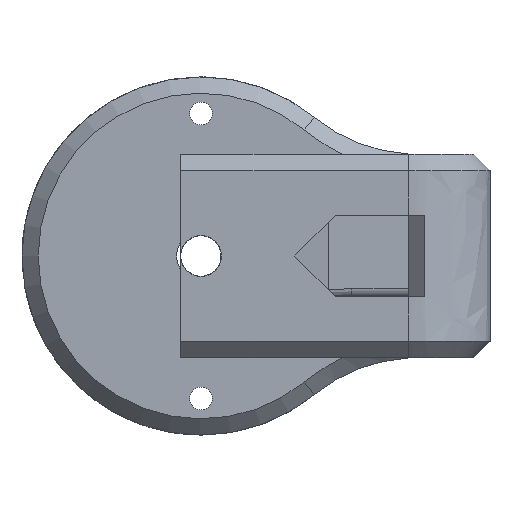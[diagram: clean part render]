
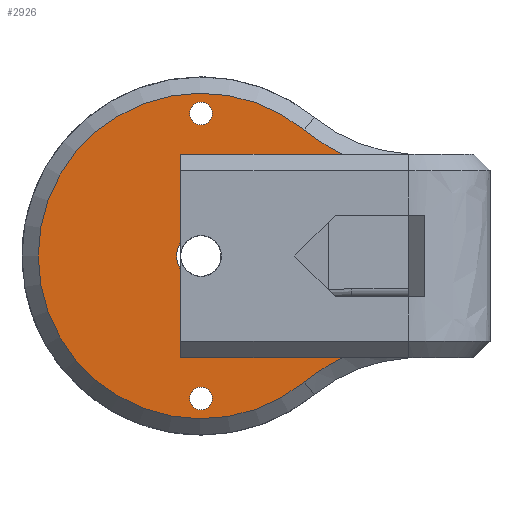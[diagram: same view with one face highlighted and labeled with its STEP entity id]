
A CAD part, front view. The second image highlights one B-rep face of the part: STEP entity #2926.
In plain terms, the highlighted planar face has unit normal (0, -1, 0).
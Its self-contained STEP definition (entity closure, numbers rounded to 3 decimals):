
#17=FACE_BOUND('',#1001,.T.);
#18=FACE_BOUND('',#1002,.T.);
#19=FACE_BOUND('',#1003,.T.);
#112=PLANE('',#3112);
#219=B_SPLINE_CURVE_WITH_KNOTS('',3,(#5639,#5640,#5641,#5642,#5643,#5644,
#5645,#5646,#5647,#5648,#5649,#5650,#5651,#5652,#5653,#5654,#5655,#5656,
#5657,#5658,#5659,#5660,#5661,#5662,#5663,#5664,#5665,#5666),
 .UNSPECIFIED.,.F.,.F.,(4,3,3,3,3,3,3,3,3,4),(0.,0.,0.001,
0.001,0.002,0.003,0.004,
0.005,0.006,0.007),
 .UNSPECIFIED.);
#221=B_SPLINE_CURVE_WITH_KNOTS('',3,(#5797,#5798,#5799,#5800,#5801,#5802,
#5803,#5804,#5805,#5806,#5807,#5808,#5809,#5810,#5811,#5812,#5813,#5814,
#5815,#5816,#5817,#5818,#5819,#5820,#5821,#5822,#5823,#5824,#5825,#5826,
#5827,#5828,#5829,#5830),.UNSPECIFIED.,.F.,.F.,(4,3,3,3,3,3,3,3,3,3,3,4),
(0.,0.002,0.003,0.004,0.005,
0.006,0.006,0.006,0.007,
0.007,0.007,0.007),
 .UNSPECIFIED.);
#330=LINE('',#5948,#579);
#332=LINE('',#5960,#581);
#343=LINE('',#6367,#592);
#344=LINE('',#6369,#593);
#579=VECTOR('',#3444,10.);
#581=VECTOR('',#3450,10.);
#592=VECTOR('',#3473,1000.);
#593=VECTOR('',#3474,1000.);
#838=FACE_OUTER_BOUND('',#1000,.T.);
#1000=EDGE_LOOP('',(#2214,#2215,#2216,#2217,#2218,#2219,#2220,#2221,#2222));
#1001=EDGE_LOOP('',(#2223));
#1002=EDGE_LOOP('',(#2224));
#1003=EDGE_LOOP('',(#2225));
#1134=CIRCLE('',#3097,22.);
#1144=CIRCLE('',#3113,20.);
#1145=CIRCLE('',#3114,22.);
#1146=CIRCLE('',#3115,3.);
#1147=CIRCLE('',#3116,1.4);
#1148=CIRCLE('',#3117,1.4);
#1283=VERTEX_POINT('',#4950);
#1284=VERTEX_POINT('',#4954);
#1296=VERTEX_POINT('',#5556);
#1298=VERTEX_POINT('',#5635);
#1300=VERTEX_POINT('',#5727);
#1306=VERTEX_POINT('',#5947);
#1308=VERTEX_POINT('',#5958);
#1325=VERTEX_POINT('',#6365);
#1326=VERTEX_POINT('',#6368);
#1327=VERTEX_POINT('',#6371);
#1328=VERTEX_POINT('',#6373);
#1329=VERTEX_POINT('',#6375);
#1604=EDGE_CURVE('',#1284,#1283,#1134,.T.);
#1623=EDGE_CURVE('',#1298,#1296,#219,.T.);
#1626=EDGE_CURVE('',#1300,#1298,#221,.T.);
#1632=EDGE_CURVE('',#1306,#1300,#330,.T.);
#1636=EDGE_CURVE('',#1296,#1308,#332,.T.);
#1659=EDGE_CURVE('',#1325,#1284,#1144,.T.);
#1660=EDGE_CURVE('',#1306,#1283,#343,.T.);
#1661=EDGE_CURVE('',#1326,#1308,#344,.T.);
#1662=EDGE_CURVE('',#1326,#1325,#1145,.T.);
#1663=EDGE_CURVE('',#1327,#1327,#1146,.T.);
#1664=EDGE_CURVE('',#1328,#1328,#1147,.T.);
#1665=EDGE_CURVE('',#1329,#1329,#1148,.T.);
#2214=ORIENTED_EDGE('',*,*,#1659,.T.);
#2215=ORIENTED_EDGE('',*,*,#1604,.T.);
#2216=ORIENTED_EDGE('',*,*,#1660,.F.);
#2217=ORIENTED_EDGE('',*,*,#1632,.T.);
#2218=ORIENTED_EDGE('',*,*,#1626,.T.);
#2219=ORIENTED_EDGE('',*,*,#1623,.T.);
#2220=ORIENTED_EDGE('',*,*,#1636,.T.);
#2221=ORIENTED_EDGE('',*,*,#1661,.F.);
#2222=ORIENTED_EDGE('',*,*,#1662,.T.);
#2223=ORIENTED_EDGE('',*,*,#1663,.F.);
#2224=ORIENTED_EDGE('',*,*,#1664,.T.);
#2225=ORIENTED_EDGE('',*,*,#1665,.T.);
#2926=ADVANCED_FACE('',(#838,#17,#18,#19),#112,.F.);
#3097=AXIS2_PLACEMENT_3D('',#4955,#3424,#3425);
#3112=AXIS2_PLACEMENT_3D('',#6364,#3469,#3470);
#3113=AXIS2_PLACEMENT_3D('',#6366,#3471,#3472);
#3114=AXIS2_PLACEMENT_3D('',#6370,#3475,#3476);
#3115=AXIS2_PLACEMENT_3D('',#6372,#3477,#3478);
#3116=AXIS2_PLACEMENT_3D('',#6374,#3479,#3480);
#3117=AXIS2_PLACEMENT_3D('',#6376,#3481,#3482);
#3424=DIRECTION('center_axis',(0.,1.,0.));
#3425=DIRECTION('ref_axis',(-1.,0.,0.));
#3444=DIRECTION('',(0.,0.,1.));
#3450=DIRECTION('',(0.,0.,1.));
#3469=DIRECTION('center_axis',(0.,1.,0.));
#3470=DIRECTION('ref_axis',(-1.,0.,0.));
#3471=DIRECTION('center_axis',(0.,-1.,0.));
#3472=DIRECTION('ref_axis',(-1.,0.,0.));
#3473=DIRECTION('',(1.,0.,0.));
#3474=DIRECTION('',(-1.,0.,0.));
#3475=DIRECTION('center_axis',(0.,1.,0.));
#3476=DIRECTION('ref_axis',(-1.,0.,0.));
#3477=DIRECTION('center_axis',(0.,-1.,0.));
#3478=DIRECTION('ref_axis',(0.,0.,-1.));
#3479=DIRECTION('center_axis',(0.,1.,0.));
#3480=DIRECTION('ref_axis',(-1.,0.,0.));
#3481=DIRECTION('center_axis',(0.,1.,0.));
#3482=DIRECTION('ref_axis',(-1.,0.,0.));
#4950=CARTESIAN_POINT('',(17.438,-12.,-12.5));
#4954=CARTESIAN_POINT('',(12.668,-12.,-15.476));
#4955=CARTESIAN_POINT('Origin',(26.604,-12.,-32.5));
#5556=CARTESIAN_POINT('',(15.5,-12.,-4.175));
#5635=CARTESIAN_POINT('',(9.5,-12.,-7.5));
#5639=CARTESIAN_POINT('Ctrl Pts',(9.5,-12.,-7.5));
#5640=CARTESIAN_POINT('Ctrl Pts',(9.5,-12.,-7.344));
#5641=CARTESIAN_POINT('Ctrl Pts',(9.52,-12.,-7.191));
#5642=CARTESIAN_POINT('Ctrl Pts',(9.56,-12.,-7.042));
#5643=CARTESIAN_POINT('Ctrl Pts',(9.599,-12.,-6.892));
#5644=CARTESIAN_POINT('Ctrl Pts',(9.658,-12.,-6.746));
#5645=CARTESIAN_POINT('Ctrl Pts',(9.731,-12.,-6.61));
#5646=CARTESIAN_POINT('Ctrl Pts',(9.804,-12.,-6.474));
#5647=CARTESIAN_POINT('Ctrl Pts',(9.893,-12.,-6.345));
#5648=CARTESIAN_POINT('Ctrl Pts',(9.993,-12.,-6.227));
#5649=CARTESIAN_POINT('Ctrl Pts',(10.092,-12.,-6.108));
#5650=CARTESIAN_POINT('Ctrl Pts',(10.201,-12.,-5.999));
#5651=CARTESIAN_POINT('Ctrl Pts',(10.317,-12.,-5.899));
#5652=CARTESIAN_POINT('Ctrl Pts',(10.549,-12.,-5.697));
#5653=CARTESIAN_POINT('Ctrl Pts',(10.811,-12.,-5.526));
#5654=CARTESIAN_POINT('Ctrl Pts',(11.08,-12.,-5.379));
#5655=CARTESIAN_POINT('Ctrl Pts',(11.35,-12.,-5.232));
#5656=CARTESIAN_POINT('Ctrl Pts',(11.63,-12.,-5.107));
#5657=CARTESIAN_POINT('Ctrl Pts',(11.917,-12.,-4.996));
#5658=CARTESIAN_POINT('Ctrl Pts',(12.203,-12.,-4.885));
#5659=CARTESIAN_POINT('Ctrl Pts',(12.497,-12.,-4.789));
#5660=CARTESIAN_POINT('Ctrl Pts',(12.792,-12.,-4.703));
#5661=CARTESIAN_POINT('Ctrl Pts',(13.088,-12.,-4.618));
#5662=CARTESIAN_POINT('Ctrl Pts',(13.385,-12.,-4.544));
#5663=CARTESIAN_POINT('Ctrl Pts',(13.684,-12.,-4.478));
#5664=CARTESIAN_POINT('Ctrl Pts',(14.283,-12.,-4.347));
#5665=CARTESIAN_POINT('Ctrl Pts',(14.889,-12.,-4.249));
#5666=CARTESIAN_POINT('Ctrl Pts',(15.5,-12.,-4.175));
#5727=CARTESIAN_POINT('',(15.5,-12.,-10.825));
#5797=CARTESIAN_POINT('Ctrl Pts',(15.5,-12.,-10.825));
#5798=CARTESIAN_POINT('Ctrl Pts',(14.889,-12.,-10.751));
#5799=CARTESIAN_POINT('Ctrl Pts',(14.283,-12.,-10.653));
#5800=CARTESIAN_POINT('Ctrl Pts',(13.684,-12.,-10.522));
#5801=CARTESIAN_POINT('Ctrl Pts',(13.385,-12.,-10.456));
#5802=CARTESIAN_POINT('Ctrl Pts',(13.088,-12.,-10.382));
#5803=CARTESIAN_POINT('Ctrl Pts',(12.793,-12.,-10.297));
#5804=CARTESIAN_POINT('Ctrl Pts',(12.498,-12.,-10.211));
#5805=CARTESIAN_POINT('Ctrl Pts',(12.204,-12.,-10.115));
#5806=CARTESIAN_POINT('Ctrl Pts',(11.916,-12.,-10.004));
#5807=CARTESIAN_POINT('Ctrl Pts',(11.629,-12.,-9.892));
#5808=CARTESIAN_POINT('Ctrl Pts',(11.347,-12.,-9.767));
#5809=CARTESIAN_POINT('Ctrl Pts',(11.076,-12.,-9.619));
#5810=CARTESIAN_POINT('Ctrl Pts',(10.805,-12.,-9.47));
#5811=CARTESIAN_POINT('Ctrl Pts',(10.547,-12.,-9.302));
#5812=CARTESIAN_POINT('Ctrl Pts',(10.315,-12.,-9.1));
#5813=CARTESIAN_POINT('Ctrl Pts',(10.199,-12.,-8.999));
#5814=CARTESIAN_POINT('Ctrl Pts',(10.089,-12.,-8.889));
#5815=CARTESIAN_POINT('Ctrl Pts',(9.99,-12.,-8.77));
#5816=CARTESIAN_POINT('Ctrl Pts',(9.891,-12.,-8.651));
#5817=CARTESIAN_POINT('Ctrl Pts',(9.804,-12.,-8.525));
#5818=CARTESIAN_POINT('Ctrl Pts',(9.73,-12.,-8.388));
#5819=CARTESIAN_POINT('Ctrl Pts',(9.69,-12.,-8.314));
#5820=CARTESIAN_POINT('Ctrl Pts',(9.655,-12.,-8.238));
#5821=CARTESIAN_POINT('Ctrl Pts',(9.625,-12.,-8.159));
#5822=CARTESIAN_POINT('Ctrl Pts',(9.599,-12.,-8.093));
#5823=CARTESIAN_POINT('Ctrl Pts',(9.577,-12.,-8.027));
#5824=CARTESIAN_POINT('Ctrl Pts',(9.56,-12.,-7.959));
#5825=CARTESIAN_POINT('Ctrl Pts',(9.54,-12.,-7.883));
#5826=CARTESIAN_POINT('Ctrl Pts',(9.525,-12.,-7.806));
#5827=CARTESIAN_POINT('Ctrl Pts',(9.515,-12.,-7.727));
#5828=CARTESIAN_POINT('Ctrl Pts',(9.505,-12.,-7.652));
#5829=CARTESIAN_POINT('Ctrl Pts',(9.5,-12.,-7.577));
#5830=CARTESIAN_POINT('Ctrl Pts',(9.5,-12.,-7.5));
#5947=CARTESIAN_POINT('',(15.5,-12.,-12.5));
#5948=CARTESIAN_POINT('',(15.5,-12.,-12.5));
#5958=CARTESIAN_POINT('',(15.5,-12.,12.5));
#5960=CARTESIAN_POINT('',(15.5,-12.,-4.175));
#6364=CARTESIAN_POINT('Origin',(25.5,-12.,12.5));
#6365=CARTESIAN_POINT('',(12.668,-12.,15.476));
#6366=CARTESIAN_POINT('Origin',(0.,-12.,0.));
#6367=CARTESIAN_POINT('',(0.,-12.,-12.5));
#6368=CARTESIAN_POINT('',(17.438,-12.,12.5));
#6369=CARTESIAN_POINT('',(25.5,-12.,12.5));
#6370=CARTESIAN_POINT('Origin',(26.604,-12.,32.5));
#6371=CARTESIAN_POINT('',(0.,-12.,3.));
#6372=CARTESIAN_POINT('Origin',(0.,-12.,0.));
#6373=CARTESIAN_POINT('',(0.,-12.,-18.9));
#6374=CARTESIAN_POINT('Origin',(0.,-12.,-17.5));
#6375=CARTESIAN_POINT('',(0.,-12.,16.1));
#6376=CARTESIAN_POINT('Origin',(0.,-12.,17.5));
